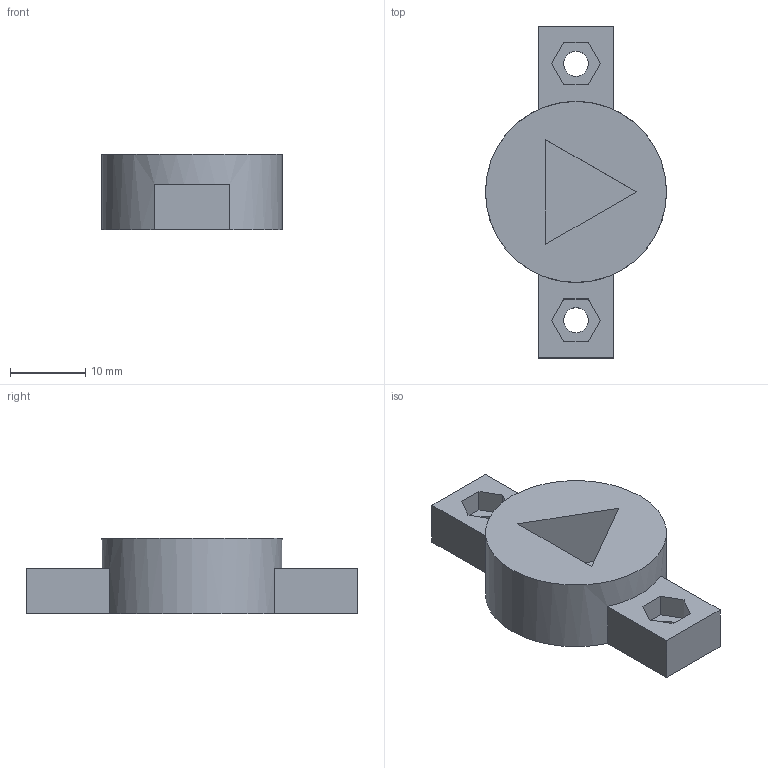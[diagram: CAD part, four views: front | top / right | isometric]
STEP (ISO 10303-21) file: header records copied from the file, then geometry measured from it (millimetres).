
FILE_DESCRIPTION(('FreeCAD Model'),'2;1');
FILE_NAME('base-motor-fix1.step', '2015-04-27T12:18:22',('Author'),(''), 'Open CASCADE STEP processor 6.8','FreeCAD','Unknown');
FILE_SCHEMA(('AUTOMOTIVE_DESIGN_CC2 { 1 2 10303 214 -1 1 5 4 }'));
Length unit declared in the file: millimetre
Products named in the file (1): Base_Motor_Fix1-N
Bounding box: 24 x 44 x 10 mm (x, y, z)
Volume: 4885.6 mm3; surface area: 2813 mm2
Topology: 1 solids, 1 shells, 31 faces, 78 edges, 52 vertices
Faces by surface type: plane 28, cylinder 3
Full cylindrical faces by diameter (mm): 3.3 x2, 24 x1
Entity records: 1978 total; most frequent: CARTESIAN_POINT 368, DIRECTION 293, LINE 206, VECTOR 206, ORIENTED_EDGE 156, PCURVE 156, DEFINITIONAL_REPRESENTATION 156, EDGE_CURVE 78
